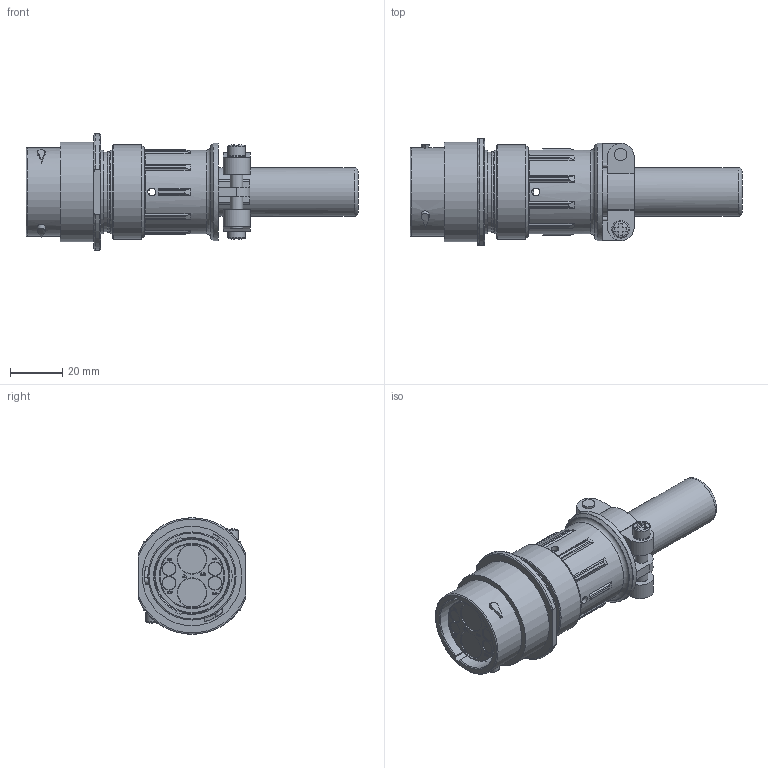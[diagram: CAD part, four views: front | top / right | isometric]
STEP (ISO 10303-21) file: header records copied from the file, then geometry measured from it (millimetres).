
FILE_DESCRIPTION(/* description */ ('STEP AP214'),/* implementation_level */ '2;1');
FILE_NAME(/* name */ 'AHDM04-18-06PN-C030-059',/* time_stamp */ '2023-01-26T13:13:08+01:00',/* author */ ('License CC BY-ND 4.0'),/* organization */ ('CADENAS'),/* preprocessor_version */ 'ST-DEVELOPER v18.102',/* originating_system */ 'PARTsolutions',/* authorisation */ ' ');
FILE_SCHEMA (('AP203_CONFIGURATION_CONTROLLED_3D_DESIGN_OF_MECHANICAL_PARTS_AND_ASSEMBLIES_MIM_LF { 1 0 10303 203 3 1 4 }','AUTOMOTIVE_DESIGN {1 0 10303 214 3 1 1}'));
Length unit declared in the file: millimetre
Products named in the file (3): AHDM04-18-06PN-C030-059; AHDMBS-18-059; AHDM04-18-06PN-C030
Assembly tree (2 placements, depth 2):
  AHDM04-18-06PN-C030-059
    AHDMBS-18-059
    AHDM04-18-06PN-C030
Bounding box: 127.15 x 41.1 x 44.6 mm (x, y, z)
Volume: 70816.3 mm3; surface area: 27341.1 mm2
Topology: 2 solids, 2 shells, 472 faces, 1200 edges, 787 vertices
Faces by surface type: plane 272, cylinder 135, torus 32, cone 31, sphere 2
Full cylindrical faces by diameter (mm): 3 x4, 4.8 x6, 5 x4, 6.475 x2, 6.7 x2, 8.13 x2, 11 x2, 11.3 x2, 15.9 x1, 18.7 x1, 24.8 x1, 24.9 x1, 28.7 x2, 30.34 x1, 30.376 x1, 30.74 x1, 32 x1, 32.05 x1, 32.1 x1, 33.75 x1, 36 x1, 37.3 x1, 38.1 x1
Entity records: 17315 total; most frequent: CARTESIAN_POINT 2784, DIRECTION 2318, ORIENTED_EDGE 2202, EDGE_CURVE 1101, AXIS2_PLACEMENT_3D 839, VERTEX_POINT 769, LINE 640, VECTOR 640
